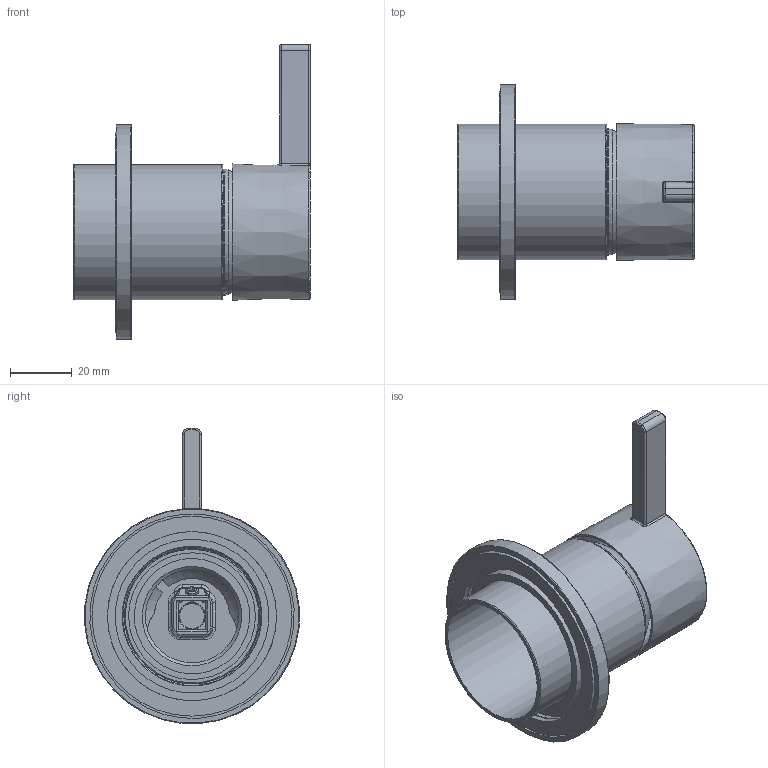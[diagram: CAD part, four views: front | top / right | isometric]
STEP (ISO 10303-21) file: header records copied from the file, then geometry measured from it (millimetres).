
FILE_DESCRIPTION(/* description */ ('Unknown'),/* implementation_level */ '2;1');
FILE_NAME(/* name */ 'AC131-00',/* time_stamp */ '2023-11-14T16:20:35+01:00',/* author */ ('Unknown'),/* organization */ ('Unknown'),/* preprocessor_version */ 'ST-DEVELOPER v18.102',/* originating_system */ 'Solid Edge',/* authorisation */ 'Unknown');
FILE_SCHEMA (('AUTOMOTIVE_DESIGN {1 0 10303 214 3 1 1}'));
Length unit declared in the file: millimetre
Products named in the file (11): AC131EXT-00; AC131-001; AC131-01; AC003-09; AC023-05; AC023-01; AC131-03; AC131-003; 177619; BR005-21; AC131-04
Assembly tree (10 placements, depth 3):
  AC131EXT-00
    AC131-001
      AC131-01
      AC003-09
    AC023-05
    AC023-01
    AC131-03
    AC131-003
      177619
      BR005-21
      AC131-04
Bounding box: 77 x 69.82 x 95.91 mm (x, y, z)
Volume: 39585.8 mm3; surface area: 42033 mm2
Topology: 8 solids, 8 shells, 316 faces, 773 edges, 488 vertices
Faces by surface type: plane 139, cylinder 67, bspline 67, cone 21, torus 20, sphere 2
Full cylindrical faces by diameter (mm): 3.242 x1, 4 x1, 8.5 x1, 30.3 x1, 34.5 x1, 36.2 x1, 37.5 x1, 38.6 x2, 39 x1, 41 x1, 41.2 x1, 44 x1, 44.5 x1, 45 x1, 46.7 x1, 50 x1, 55 x2, 65 x1, 66.5 x1, 70 x1
Entity records: 11730 total; most frequent: CARTESIAN_POINT 3051, ORIENTED_EDGE 1364, DIRECTION 1262, EDGE_CURVE 682, VERTEX_POINT 467, AXIS2_PLACEMENT_3D 454, FACE_BOUND 411, EDGE_LOOP 407
